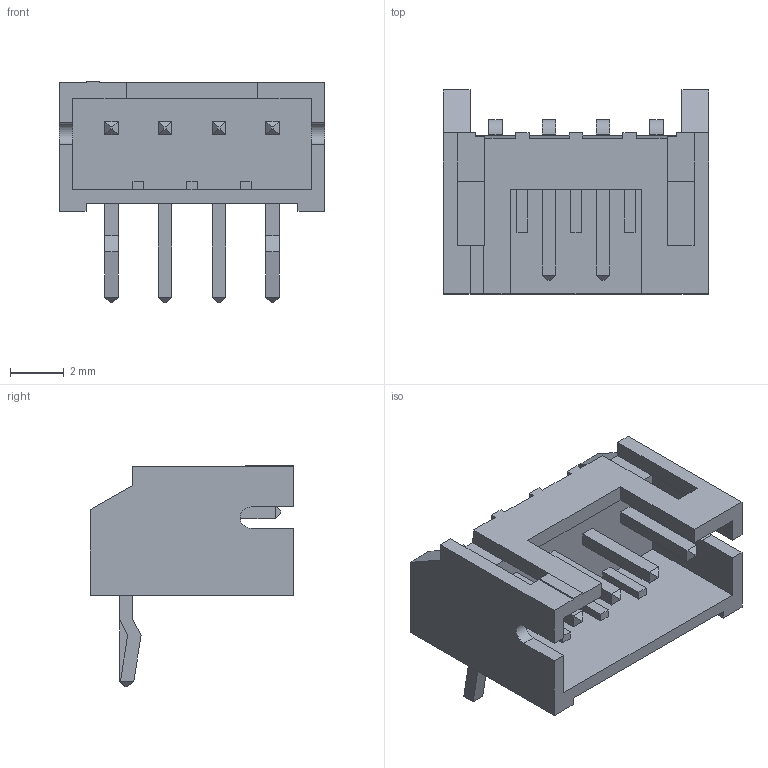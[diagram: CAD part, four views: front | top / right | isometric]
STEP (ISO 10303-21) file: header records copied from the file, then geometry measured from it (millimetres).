
FILE_DESCRIPTION(/* description */ ('model of JST_PH_S4B-PH-K_04x2.00mm_Angled.'),/* implementation_level */ FILE_NAME(/* name */ 'JST_PH_S4B-PH-K_04x2.00mm_Angled..stp',/* time_stamp */ '2017-07-06T00:06:09',/* author */ ('Rene Poeschl',''),/* organization */ (''),/* preprocessor_version */ '',/* originating_system */ '',/* authorisation */ '');
FILE_NAME(/* name */ 'JST_PH_S4B-PH-K_04x2.00mm_Angled..stp',/* time_stamp */ '2017-07-06T00:06:09',/* author */ ('Rene Poeschl',''),/* organization */ (''),/* preprocessor_version */ '',/* originating_system */ '',/* authorisation */ '');
FILE_SCHEMA(('AUTOMOTIVE_DESIGN_CC2 { 1 2 10303 214 -1 1 5 4 }'));
Length unit declared in the file: millimetre
Products named in the file (1): S04B_PH_K
Bounding box: 9.9 x 7.6 x 8.25 mm (x, y, z)
Volume: 144.7 mm3; surface area: 453.6 mm2
Topology: 1 solids, 1 shells, 174 faces, 486 edges, 318 vertices
Faces by surface type: plane 164, cylinder 10
Entity records: 6705 total; most frequent: CARTESIAN_POINT 979, ORIENTED_EDGE 972, DIRECTION 856, EDGE_CURVE 486, LINE 466, VECTOR 466, VERTEX_POINT 318, AXIS2_PLACEMENT_3D 195
